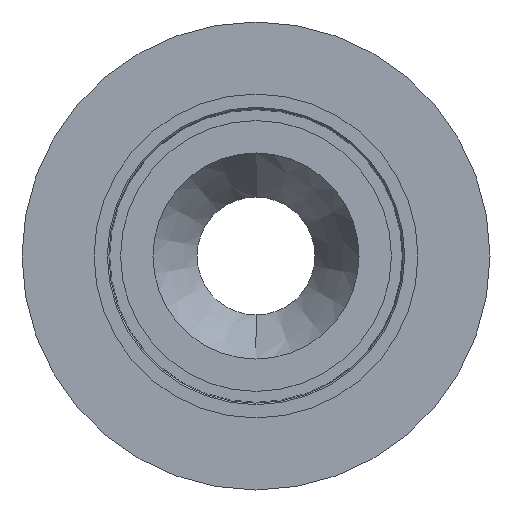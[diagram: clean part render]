
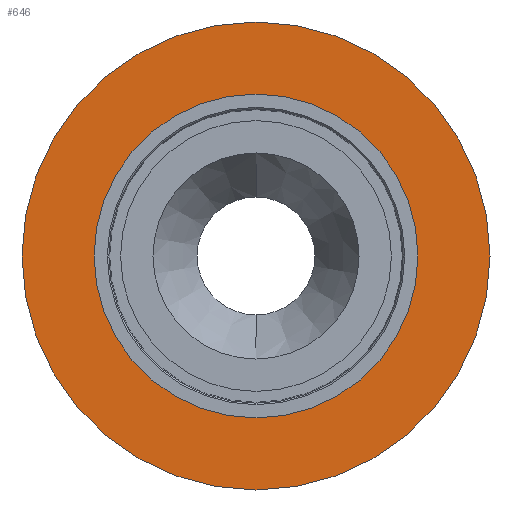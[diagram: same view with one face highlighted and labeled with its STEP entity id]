
A CAD part, left-side view. The second image highlights one B-rep face of the part: STEP entity #646.
In plain terms, the highlighted planar face has unit normal (-1, 0, 0).
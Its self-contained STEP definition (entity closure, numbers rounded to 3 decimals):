
#18 = DIRECTION ( 'NONE',  ( 1., 0., 0. ) ) ;
#28 = VERTEX_POINT ( 'NONE', #293 ) ;
#48 = ORIENTED_EDGE ( 'NONE', *, *, #604, .F. ) ;
#77 = EDGE_LOOP ( 'NONE', ( #121, #390 ) ) ;
#98 = VERTEX_POINT ( 'NONE', #208 ) ;
#119 = DIRECTION ( 'NONE',  ( -1., 0., 0. ) ) ;
#121 = ORIENTED_EDGE ( 'NONE', *, *, #290, .T. ) ;
#155 = CARTESIAN_POINT ( 'NONE',  ( 3., 0., -79.5 ) ) ;
#165 = CIRCLE ( 'NONE', #1444, 79.5 ) ;
#208 = CARTESIAN_POINT ( 'NONE',  ( 3., 0., 55. ) ) ;
#211 = DIRECTION ( 'NONE',  ( 0., 0., 1. ) ) ;
#273 = VERTEX_POINT ( 'NONE', #734 ) ;
#290 = EDGE_CURVE ( 'NONE', #273, #1467, #165, .T. ) ;
#293 = CARTESIAN_POINT ( 'NONE',  ( 3., 0., -55. ) ) ;
#298 = DIRECTION ( 'NONE',  ( -1., 0., 0. ) ) ;
#319 = CARTESIAN_POINT ( 'NONE',  ( 3., 0., 0. ) ) ;
#390 = ORIENTED_EDGE ( 'NONE', *, *, #888, .T. ) ;
#393 = CARTESIAN_POINT ( 'NONE',  ( 3., 0., 0. ) ) ;
#423 = DIRECTION ( 'NONE',  ( -1., 0., 0. ) ) ;
#475 = FACE_OUTER_BOUND ( 'NONE', #77, .T. ) ;
#531 = AXIS2_PLACEMENT_3D ( 'NONE', #1040, #119, #1489 ) ;
#537 = DIRECTION ( 'NONE',  ( 0., 0., 1. ) ) ;
#549 = CARTESIAN_POINT ( 'NONE',  ( 3., 0., 0. ) ) ;
#591 = CIRCLE ( 'NONE', #1430, 55. ) ;
#604 = EDGE_CURVE ( 'NONE', #98, #28, #772, .T. ) ;
#646 = ADVANCED_FACE ( 'NONE', ( #1005, #475 ), #1158, .F. ) ;
#721 = AXIS2_PLACEMENT_3D ( 'NONE', #1272, #18, #1498 ) ;
#730 = DIRECTION ( 'NONE',  ( -1., 0., 0. ) ) ;
#734 = CARTESIAN_POINT ( 'NONE',  ( 3., 0., 79.5 ) ) ;
#772 = CIRCLE ( 'NONE', #800, 55. ) ;
#800 = AXIS2_PLACEMENT_3D ( 'NONE', #549, #423, #211 ) ;
#888 = EDGE_CURVE ( 'NONE', #1467, #273, #1057, .T. ) ;
#1005 = FACE_BOUND ( 'NONE', #1344, .T. ) ;
#1040 = CARTESIAN_POINT ( 'NONE',  ( 3., 0., 0. ) ) ;
#1057 = CIRCLE ( 'NONE', #531, 79.5 ) ;
#1065 = DIRECTION ( 'NONE',  ( 0., 0., 1. ) ) ;
#1158 = PLANE ( 'NONE',  #721 ) ;
#1176 = ORIENTED_EDGE ( 'NONE', *, *, #1504, .F. ) ;
#1272 = CARTESIAN_POINT ( 'NONE',  ( 3., 55., 0. ) ) ;
#1344 = EDGE_LOOP ( 'NONE', ( #48, #1176 ) ) ;
#1430 = AXIS2_PLACEMENT_3D ( 'NONE', #393, #730, #1065 ) ;
#1444 = AXIS2_PLACEMENT_3D ( 'NONE', #319, #298, #537 ) ;
#1467 = VERTEX_POINT ( 'NONE', #155 ) ;
#1489 = DIRECTION ( 'NONE',  ( 0., 0., 1. ) ) ;
#1498 = DIRECTION ( 'NONE',  ( 0., 0., -1. ) ) ;
#1504 = EDGE_CURVE ( 'NONE', #28, #98, #591, .T. ) ;
